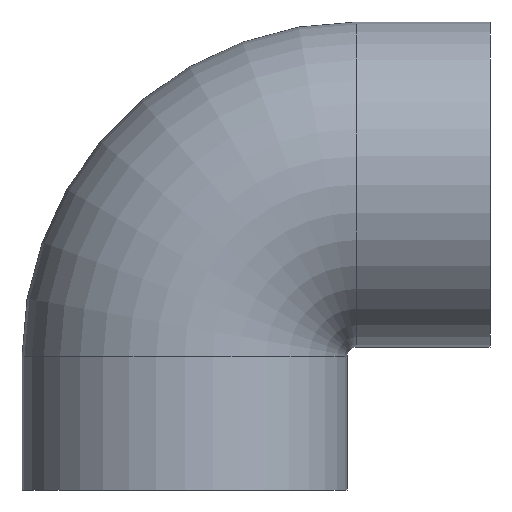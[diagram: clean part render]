
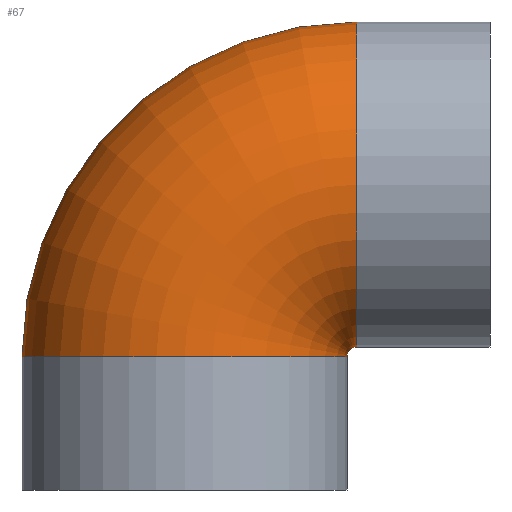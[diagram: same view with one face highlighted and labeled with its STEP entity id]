
A CAD part, front view. The second image highlights one B-rep face of the part: STEP entity #67.
In plain terms, the highlighted toroidal (fillet/blend) face has major radius 22 mm and minor radius 20.75 mm.
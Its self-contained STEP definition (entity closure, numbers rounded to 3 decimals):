
#67=ADVANCED_FACE('',(#131),#132,.T.);
#131=FACE_OUTER_BOUND('',#189,.T.);
#132=TOROIDAL_SURFACE('',#190,22.0,20.75);
#189=EDGE_LOOP('',(#313,#314,#315,#316));
#190=AXIS2_PLACEMENT_3D('',#317,#318,#319);
#313=ORIENTED_EDGE('',*,*,#338,.T.);
#314=ORIENTED_EDGE('',*,*,#385,.T.);
#315=ORIENTED_EDGE('',*,*,#340,.T.);
#316=ORIENTED_EDGE('',*,*,#375,.T.);
#317=CARTESIAN_POINT('',(22.0,0.,17.0));
#318=DIRECTION('',(0.0,-1.0,0.0));
#319=DIRECTION('',(0.0,0.0,-1.0));
#338=EDGE_CURVE('',#391,#392,#393,.T.);
#340=EDGE_CURVE('',#396,#394,#397,.T.);
#375=EDGE_CURVE('',#394,#391,#449,.T.);
#385=EDGE_CURVE('',#392,#396,#460,.T.);
#391=VERTEX_POINT('',#466);
#392=VERTEX_POINT('',#467);
#393=CIRCLE('',#468,42.75);
#394=VERTEX_POINT('',#469);
#396=VERTEX_POINT('',#471);
#397=CIRCLE('',#472,1.25);
#449=CIRCLE('',#953,20.75);
#460=CIRCLE('',#1095,20.75);
#466=CARTESIAN_POINT('',(22.0,0.,59.75));
#467=CARTESIAN_POINT('',(-20.75,0.0,17.0));
#468=AXIS2_PLACEMENT_3D('',#1100,#1101,#1102);
#469=CARTESIAN_POINT('',(22.0,0.0,18.25));
#471=CARTESIAN_POINT('',(20.75,0.,17.0));
#472=AXIS2_PLACEMENT_3D('',#1106,#1107,#1108);
#953=AXIS2_PLACEMENT_3D('',#1153,#1154,#1155);
#1095=AXIS2_PLACEMENT_3D('',#1162,#1163,#1164);
#1100=CARTESIAN_POINT('',(22.0,0.,17.0));
#1101=DIRECTION('',(0.0,-1.0,0.0));
#1102=DIRECTION('',(0.0,0.0,-1.0));
#1106=CARTESIAN_POINT('',(22.0,0.,17.0));
#1107=DIRECTION('',(-0.0,1.0,0.0));
#1108=DIRECTION('',(0.0,0.0,-1.0));
#1153=CARTESIAN_POINT('',(22.0,0.,39.0));
#1154=DIRECTION('',(-1.0,-0.0,0.0));
#1155=DIRECTION('',(0.0,0.,-1.0));
#1162=CARTESIAN_POINT('',(0.0,0.0,17.0));
#1163=DIRECTION('',(0.0,0.0,1.0));
#1164=DIRECTION('',(-1.0,0.0,0.0));
